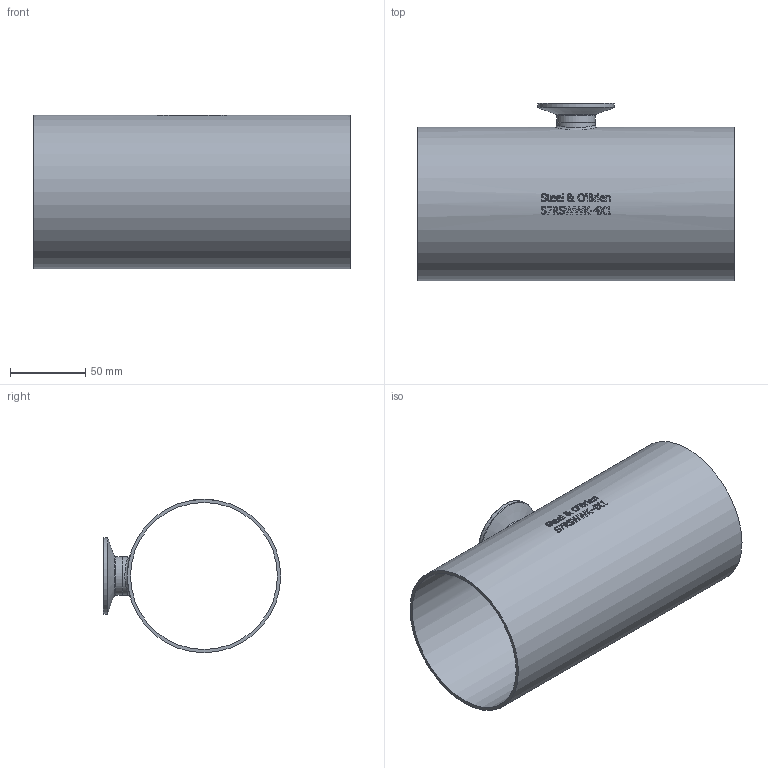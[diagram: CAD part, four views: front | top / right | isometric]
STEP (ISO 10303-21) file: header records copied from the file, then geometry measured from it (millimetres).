
FILE_DESCRIPTION(/* description */ (''),/* implementation_level */ '2;1');
FILE_NAME(/* name */ 'S7RSWWK-4X1.stp',/* time_stamp */ '2018-11-29T11:33:51-05:00',/* author */ ('ken'),/* organization */ (''),/* preprocessor_version */ 'ST-DEVELOPER v15.2',/* originating_system */ 'Autodesk Inventor 2014',/* authorisation */ '');
FILE_SCHEMA (('AUTOMOTIVE_DESIGN { 1 0 10303 214 3 1 1 }'));
Length unit declared in the file: inch
Products named in the file (1): S7RSWWK-4X1
Bounding box: 209.55 x 117.47 x 101.6 mm (x, y, z)
Volume: 146095.7 mm3; surface area: 137305.6 mm2
Topology: 1 solids, 1 shells, 404 faces, 1081 edges, 717 vertices
Faces by surface type: plane 190, bspline 160, cylinder 42, torus 9, cone 3
Full cylindrical faces by diameter (mm): 22.098 x2, 25.4 x2, 50.394 x1, 97.384 x1, 101.6 x1
Entity records: 15603 total; most frequent: CARTESIAN_POINT 6390, ORIENTED_EDGE 2114, DIRECTION 1453, EDGE_CURVE 1057, VERTEX_POINT 713, LINE 509, VECTOR 509, AXIS2_PLACEMENT_3D 472
